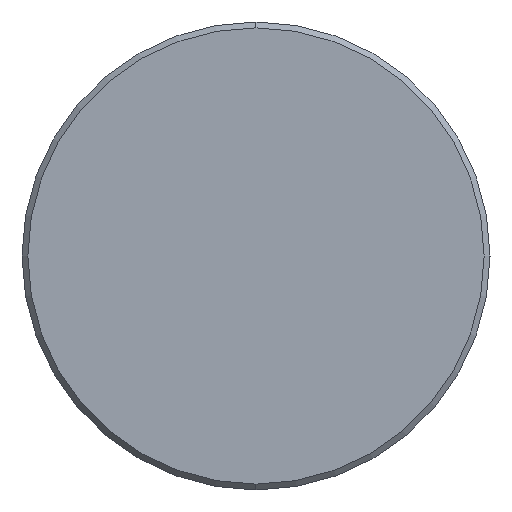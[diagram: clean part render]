
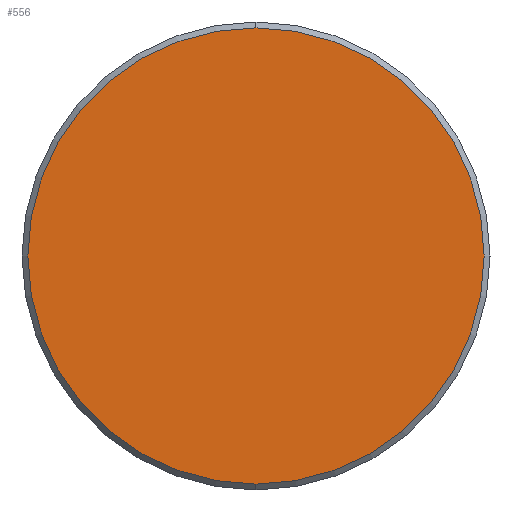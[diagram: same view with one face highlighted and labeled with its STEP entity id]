
A CAD part, left-side view. The second image highlights one B-rep face of the part: STEP entity #556.
In plain terms, the highlighted face is planar.
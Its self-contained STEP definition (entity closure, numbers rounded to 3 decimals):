
#278=CARTESIAN_POINT('',(0.,0.,0.));
#279=DIRECTION('',(0.,0.,1.));
#280=DIRECTION('',(-1.,0.,0.));
#281=AXIS2_PLACEMENT_3D('',#278,#279,#280);
#286=CARTESIAN_POINT('',(0.,0.,0.));
#287=DIRECTION('',(0.,0.,-1.));
#288=DIRECTION('',(-1.,0.,0.));
#289=AXIS2_PLACEMENT_3D('',#286,#287,#288);
#295=CARTESIAN_POINT('',(-9.75,0.,0.));
#297=VERTEX_POINT('',#295);
#299=CARTESIAN_POINT('',(9.75,0.,0.));
#301=VERTEX_POINT('',#299);
#547=CARTESIAN_POINT('',(0.,0.,0.));
#548=DIRECTION('',(0.,0.,-1.));
#549=DIRECTION('',(1.,0.,0.));
#550=AXIS2_PLACEMENT_3D('',#547,#548,#549);
#551=PLANE('',#550);
#552=ORIENTED_EDGE('',*,*,#512,.F.);
#553=ORIENTED_EDGE('',*,*,#535,.T.);
#554=EDGE_LOOP('',(#552,#553));
#555=FACE_OUTER_BOUND('',#554,.F.);
#282=CIRCLE('',#281,9.75);
#290=CIRCLE('',#289,9.75);
#512=EDGE_CURVE('',#297,#301,#282,.T.);
#535=EDGE_CURVE('',#297,#301,#290,.T.);
#556=ADVANCED_FACE('',(#555),#551,.F.);
